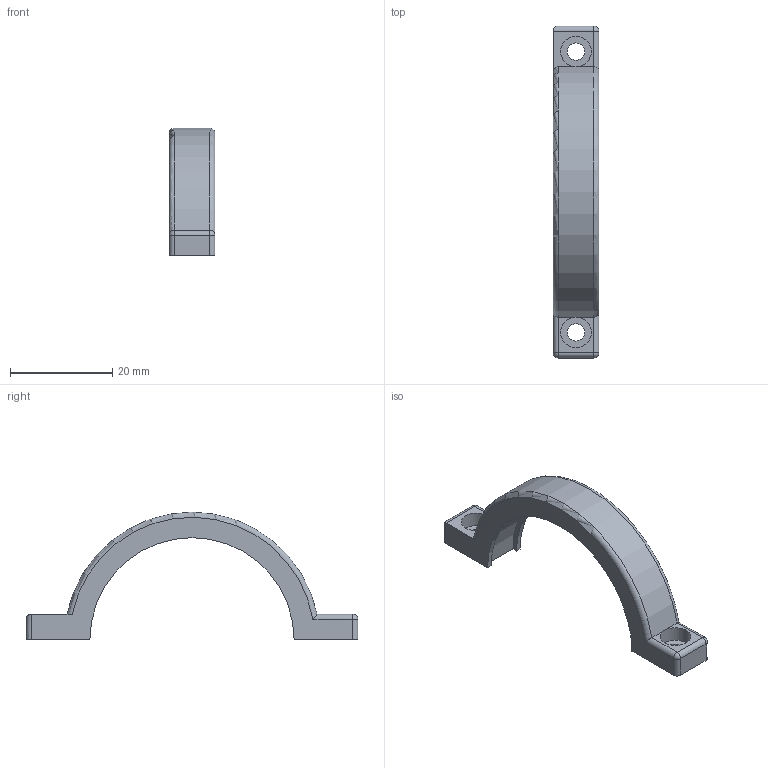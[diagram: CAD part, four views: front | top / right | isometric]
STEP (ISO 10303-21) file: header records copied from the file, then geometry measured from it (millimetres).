
FILE_DESCRIPTION(/* description */ (''),/* implementation_level */ '2;1');
FILE_NAME(/* name */ 'idle_bearing_cap.step',/* time_stamp */ '2026-02-16T15:29:30-08:00',/* author */ (''),/* organization */ (''),/* preprocessor_version */ 'ST-DEVELOPER v20.1',/* originating_system */ 'Autodesk Translation Framework v14.24.0.0',/* authorisation */ '');
FILE_SCHEMA (('AUTOMOTIVE_DESIGN { 1 0 10303 214 3 1 1 }'));
Length unit declared in the file: millimetre
Products named in the file (4): Manuel 1.0; V4 robot arm; Shoulder; Idle bearing cap (1)
Assembly tree (3 placements, depth 4):
  Manuel 1.0
    V4 robot arm
      Shoulder
        Idle bearing cap (1)
Bounding box: 9 x 64.99 x 25 mm (x, y, z)
Volume: 3171.7 mm3; surface area: 2670.4 mm2
Topology: 1 solids, 1 shells, 34 faces, 79 edges, 47 vertices
Faces by surface type: cylinder 17, plane 12, sphere 3, torus 2
Full cylindrical faces by diameter (mm): 3.4 x2, 6 x2
Entity records: 1107 total; most frequent: CARTESIAN_POINT 215, DIRECTION 189, ORIENTED_EDGE 158, EDGE_CURVE 79, AXIS2_PLACEMENT_3D 73, VERTEX_POINT 47, LINE 43, VECTOR 43
